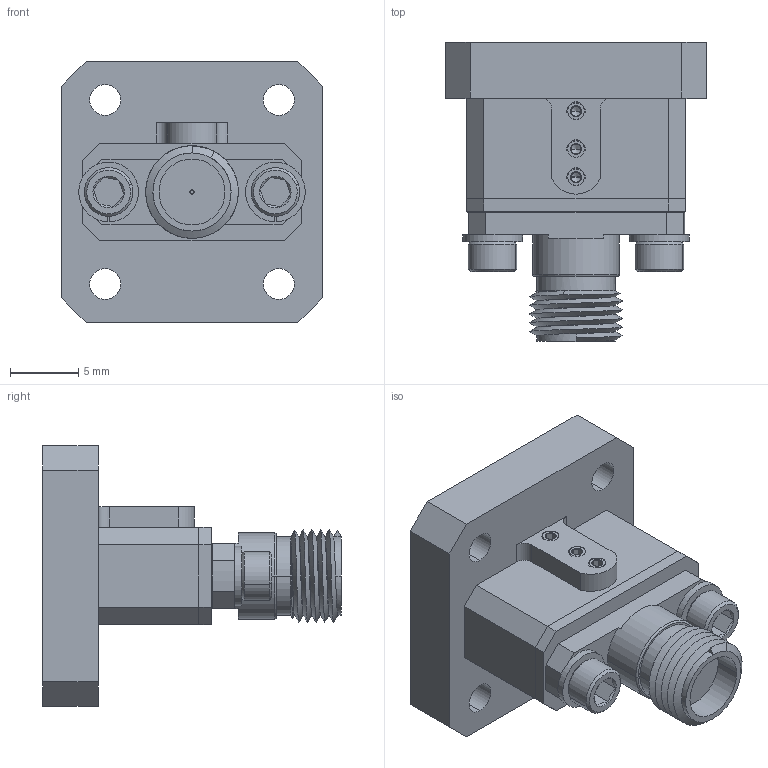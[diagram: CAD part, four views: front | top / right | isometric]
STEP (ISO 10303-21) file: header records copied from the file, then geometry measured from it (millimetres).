
FILE_DESCRIPTION (( 'STEP AP203' ), '1' );
FILE_NAME ('SWC-28KF-E1-T.STEP', '2018-11-03T00:33:59', ( '' ), ( '' ), 'SwSTEP 2.0', 'SolidWorks 2016', '' );
FILE_SCHEMA (( 'CONFIG_CONTROL_DESIGN' ));
Length unit declared in the file: inch
Products named in the file (1): SWC-28KF-E1-T
Bounding box: 19.05 x 21.84 x 19.05 mm (x, y, z)
Volume: 2679.9 mm3; surface area: 2639.9 mm2
Topology: 12 solids, 12 shells, 662 faces, 1647 edges, 1006 vertices
Faces by surface type: cylinder 306, cone 221, plane 127, bspline 6, torus 2
Entity records: 24574 total; most frequent: CARTESIAN_POINT 10048, ORIENTED_EDGE 3246, DIRECTION 2734, EDGE_CURVE 1623, AXIS2_PLACEMENT_3D 1027, VERTEX_POINT 1006, EDGE_LOOP 701, VECTOR 680
